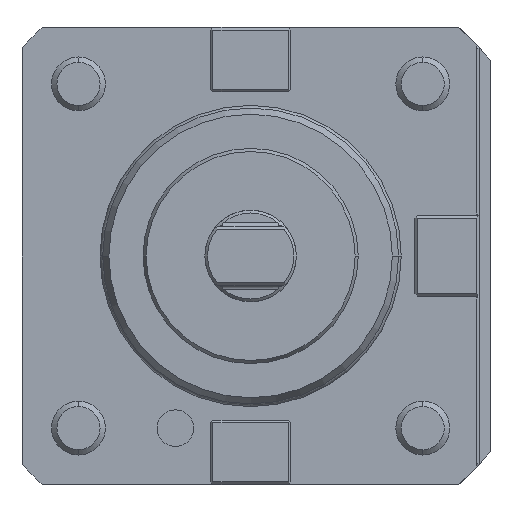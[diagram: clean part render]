
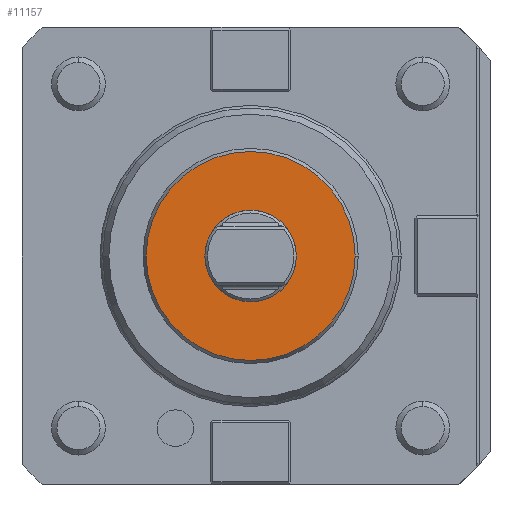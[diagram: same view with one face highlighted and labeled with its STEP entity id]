
A CAD part, front view. The second image highlights one B-rep face of the part: STEP entity #11157.
In plain terms, the highlighted planar face has unit normal (0, -1, 0).
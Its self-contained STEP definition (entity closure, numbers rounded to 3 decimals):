
#4007=CARTESIAN_POINT('',(0.,-75.,0.));
#4008=DIRECTION('',(0.,1.,0.));
#4009=DIRECTION('',(-1.,0.,0.));
#4010=AXIS2_PLACEMENT_3D('',#4007,#4008,#4009);
#4012=CARTESIAN_POINT('',(0.,-75.,0.));
#4013=DIRECTION('',(0.,1.,0.));
#4014=DIRECTION('',(1.,0.,0.));
#4015=AXIS2_PLACEMENT_3D('',#4012,#4013,#4014);
#4017=CARTESIAN_POINT('',(0.,-75.,0.));
#4018=DIRECTION('',(0.,1.,0.));
#4019=DIRECTION('',(0.,0.,-1.));
#4020=AXIS2_PLACEMENT_3D('',#4017,#4018,#4019);
#4032=CARTESIAN_POINT('',(0.,-75.,0.));
#4033=DIRECTION('',(0.,1.,0.));
#4034=DIRECTION('',(0.,0.,1.));
#4035=AXIS2_PLACEMENT_3D('',#4032,#4033,#4034);
#5871=CARTESIAN_POINT('',(-19.423,-75.,0.));
#5872=CARTESIAN_POINT('',(19.423,-75.,0.));
#5873=VERTEX_POINT('',#5871);
#5874=VERTEX_POINT('',#5872);
#6560=CARTESIAN_POINT('',(0.,-75.,-8.5));
#6561=CARTESIAN_POINT('',(0.,-75.,8.5));
#6562=VERTEX_POINT('',#6560);
#6563=VERTEX_POINT('',#6561);
#11142=CARTESIAN_POINT('',(0.,-75.,0.));
#11143=DIRECTION('',(0.,-1.,0.));
#11144=DIRECTION('',(-1.,0.,0.));
#11145=AXIS2_PLACEMENT_3D('',#11142,#11143,#11144);
#11146=PLANE('',#11145);
#11147=ORIENTED_EDGE('',*,*,#11109,.T.);
#11148=ORIENTED_EDGE('',*,*,#11124,.T.);
#11149=EDGE_LOOP('',(#11147,#11148));
#11150=FACE_OUTER_BOUND('',#11149,.F.);
#11152=ORIENTED_EDGE('',*,*,#11151,.F.);
#11154=ORIENTED_EDGE('',*,*,#11153,.F.);
#11155=EDGE_LOOP('',(#11152,#11154));
#11156=FACE_BOUND('',#11155,.F.);
#4011=CIRCLE('',#4010,19.423);
#4016=CIRCLE('',#4015,19.423);
#4021=CIRCLE('',#4020,8.5);
#4036=CIRCLE('',#4035,8.5);
#11109=EDGE_CURVE('',#5873,#5874,#4011,.T.);
#11124=EDGE_CURVE('',#5874,#5873,#4016,.T.);
#11151=EDGE_CURVE('',#6562,#6563,#4021,.T.);
#11153=EDGE_CURVE('',#6563,#6562,#4036,.T.);
#11157=ADVANCED_FACE('',(#11150,#11156),#11146,.T.);
